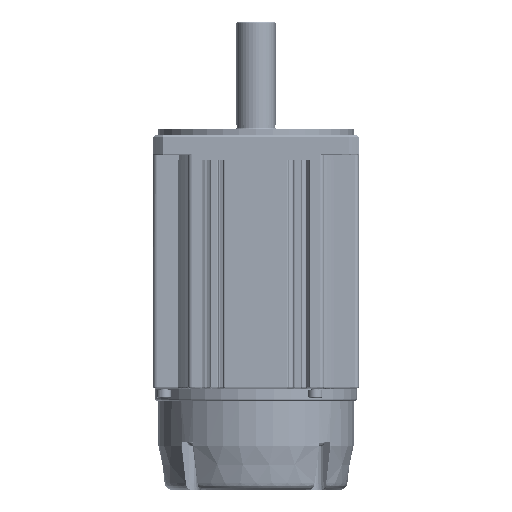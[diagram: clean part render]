
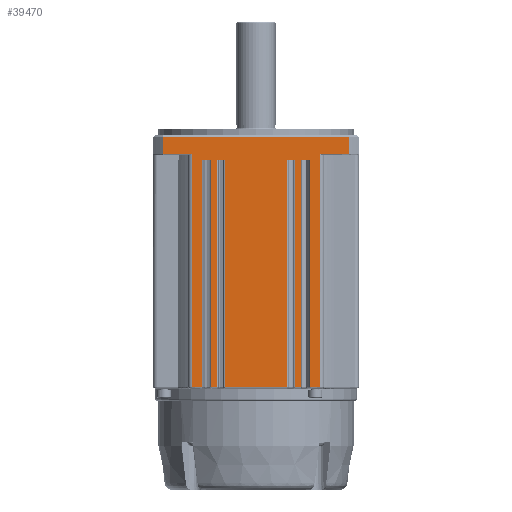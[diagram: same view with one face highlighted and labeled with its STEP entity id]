
A CAD part, left-side view. The second image highlights one B-rep face of the part: STEP entity #39470.
In plain terms, the highlighted planar face has unit normal (-1, 0, 0).
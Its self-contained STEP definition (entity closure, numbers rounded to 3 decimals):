
#34495=CARTESIAN_POINT('',(-50.,-31.,-122.7));
#34496=VERTEX_POINT('',#34495);
#34521=CARTESIAN_POINT('',(-50.,-26.525,-122.7));
#34522=VERTEX_POINT('',#34521);
#34533=CARTESIAN_POINT('',(-50.,-26.525,-122.7));
#34534=DIRECTION('',(0.,-1.,0.));
#34535=VECTOR('',#34534,4.475);
#34536=LINE('',#34533,#34535);
#34537=EDGE_CURVE('',#34522,#34496,#34536,.T.);
#34685=CARTESIAN_POINT('',(-50.,-18.864,-122.7));
#34686=VERTEX_POINT('',#34685);
#34696=CARTESIAN_POINT('',(-50.,-21.671,-122.7));
#34697=VERTEX_POINT('',#34696);
#34706=CARTESIAN_POINT('',(-50.,-18.864,-122.7));
#34707=DIRECTION('',(0.,-1.,0.));
#34708=VECTOR('',#34707,2.808);
#34709=LINE('',#34706,#34708);
#34710=EDGE_CURVE('',#34686,#34697,#34709,.T.);
#34858=CARTESIAN_POINT('',(-50.,-15.185,-122.7));
#34859=VERTEX_POINT('',#34858);
#34868=CARTESIAN_POINT('',(-50.,15.185,-122.7));
#34869=VERTEX_POINT('',#34868);
#34870=CARTESIAN_POINT('',(-50.,15.185,-122.7));
#34871=DIRECTION('',(0.,-1.,0.));
#34872=VECTOR('',#34871,30.371);
#34873=LINE('',#34870,#34872);
#34874=EDGE_CURVE('',#34869,#34859,#34873,.T.);
#35031=CARTESIAN_POINT('',(-50.,18.864,-122.7));
#35032=VERTEX_POINT('',#35031);
#35041=CARTESIAN_POINT('',(-50.,21.671,-122.7));
#35042=VERTEX_POINT('',#35041);
#35043=CARTESIAN_POINT('',(-50.,21.671,-122.7));
#35044=DIRECTION('',(0.,-1.,0.));
#35045=VECTOR('',#35044,2.808);
#35046=LINE('',#35043,#35045);
#35047=EDGE_CURVE('',#35042,#35032,#35046,.T.);
#35204=CARTESIAN_POINT('',(-50.,26.525,-122.7));
#35205=VERTEX_POINT('',#35204);
#35214=CARTESIAN_POINT('',(-50.,31.,-122.7));
#35215=VERTEX_POINT('',#35214);
#35216=CARTESIAN_POINT('',(-50.,31.,-122.7));
#35217=DIRECTION('',(0.,-1.,0.));
#35218=VECTOR('',#35217,4.475);
#35219=LINE('',#35216,#35218);
#35220=EDGE_CURVE('',#35215,#35205,#35219,.T.);
#39245=CARTESIAN_POINT('',(-50.,-31.,-9.2));
#39246=VERTEX_POINT('',#39245);
#39247=CARTESIAN_POINT('',(-50.,-31.,-9.2));
#39248=DIRECTION('',(0.,0.,-1.));
#39249=VECTOR('',#39248,113.5);
#39250=LINE('',#39247,#39249);
#39251=EDGE_CURVE('',#39246,#34496,#39250,.T.);
#39323=CARTESIAN_POINT('',(-50.,0.,-55.53));
#39324=DIRECTION('',(0.,0.,1.));
#39325=DIRECTION('',(-1.,0.,0.));
#39326=AXIS2_PLACEMENT_3D('',#39323,#39325,#39324);
#39327=PLANE('',#39326);
#39328=CARTESIAN_POINT('',(-50.,-45.346,-1.));
#39329=VERTEX_POINT('',#39328);
#39330=CARTESIAN_POINT('',(-50.,45.346,-1.));
#39331=VERTEX_POINT('',#39330);
#39332=CARTESIAN_POINT('',(-50.,-45.346,-1.));
#39333=DIRECTION('',(0.,1.,0.));
#39334=VECTOR('',#39333,90.692);
#39335=LINE('',#39332,#39334);
#39336=EDGE_CURVE('',#39329,#39331,#39335,.T.);
#39337=ORIENTED_EDGE('',*,*,#39336,.T.);
#39338=CARTESIAN_POINT('',(-50.,45.346,-9.2));
#39339=VERTEX_POINT('',#39338);
#39340=CARTESIAN_POINT('',(-50.,45.346,-1.));
#39341=DIRECTION('',(0.,0.,-1.));
#39342=VECTOR('',#39341,8.2);
#39343=LINE('',#39340,#39342);
#39344=EDGE_CURVE('',#39331,#39339,#39343,.T.);
#39345=ORIENTED_EDGE('',*,*,#39344,.T.);
#39346=CARTESIAN_POINT('',(-50.,31.,-9.2));
#39347=VERTEX_POINT('',#39346);
#39348=CARTESIAN_POINT('',(-50.,45.346,-9.2));
#39349=DIRECTION('',(0.,-1.,0.));
#39350=VECTOR('',#39349,14.346);
#39351=LINE('',#39348,#39350);
#39352=EDGE_CURVE('',#39339,#39347,#39351,.T.);
#39353=ORIENTED_EDGE('',*,*,#39352,.T.);
#39354=CARTESIAN_POINT('',(-50.,31.,-9.2));
#39355=DIRECTION('',(0.,0.,-1.));
#39356=VECTOR('',#39355,113.5);
#39357=LINE('',#39354,#39356);
#39358=EDGE_CURVE('',#39347,#35215,#39357,.T.);
#39359=ORIENTED_EDGE('',*,*,#39358,.T.);
#39360=ORIENTED_EDGE('',*,*,#35220,.T.);
#39361=CARTESIAN_POINT('',(-50.,26.525,-12.));
#39362=VERTEX_POINT('',#39361);
#39363=CARTESIAN_POINT('',(-50.,26.525,-12.));
#39364=DIRECTION('',(0.,0.,-1.));
#39365=VECTOR('',#39364,110.7);
#39366=LINE('',#39363,#39365);
#39367=EDGE_CURVE('',#39362,#35205,#39366,.T.);
#39368=ORIENTED_EDGE('',*,*,#39367,.F.);
#39369=CARTESIAN_POINT('',(-50.,21.671,-12.));
#39370=VERTEX_POINT('',#39369);
#39371=CARTESIAN_POINT('',(-50.,26.525,-12.));
#39372=DIRECTION('',(0.,-1.,0.));
#39373=VECTOR('',#39372,4.854);
#39374=LINE('',#39371,#39373);
#39375=EDGE_CURVE('',#39362,#39370,#39374,.T.);
#39376=ORIENTED_EDGE('',*,*,#39375,.T.);
#39377=CARTESIAN_POINT('',(-50.,21.671,-12.));
#39378=DIRECTION('',(0.,0.,-1.));
#39379=VECTOR('',#39378,110.7);
#39380=LINE('',#39377,#39379);
#39381=EDGE_CURVE('',#39370,#35042,#39380,.T.);
#39382=ORIENTED_EDGE('',*,*,#39381,.T.);
#39383=ORIENTED_EDGE('',*,*,#35047,.T.);
#39384=CARTESIAN_POINT('',(-50.,18.864,-12.));
#39385=VERTEX_POINT('',#39384);
#39386=CARTESIAN_POINT('',(-50.,18.864,-12.));
#39387=DIRECTION('',(0.,0.,-1.));
#39388=VECTOR('',#39387,110.7);
#39389=LINE('',#39386,#39388);
#39390=EDGE_CURVE('',#39385,#35032,#39389,.T.);
#39391=ORIENTED_EDGE('',*,*,#39390,.F.);
#39392=CARTESIAN_POINT('',(-50.,15.185,-12.));
#39393=VERTEX_POINT('',#39392);
#39394=CARTESIAN_POINT('',(-50.,18.864,-12.));
#39395=DIRECTION('',(0.,-1.,0.));
#39396=VECTOR('',#39395,3.678);
#39397=LINE('',#39394,#39396);
#39398=EDGE_CURVE('',#39385,#39393,#39397,.T.);
#39399=ORIENTED_EDGE('',*,*,#39398,.T.);
#39400=CARTESIAN_POINT('',(-50.,15.185,-12.));
#39401=DIRECTION('',(0.,0.,-1.));
#39402=VECTOR('',#39401,110.7);
#39403=LINE('',#39400,#39402);
#39404=EDGE_CURVE('',#39393,#34869,#39403,.T.);
#39405=ORIENTED_EDGE('',*,*,#39404,.T.);
#39406=ORIENTED_EDGE('',*,*,#34874,.T.);
#39407=CARTESIAN_POINT('',(-50.,-15.185,-12.));
#39408=VERTEX_POINT('',#39407);
#39409=CARTESIAN_POINT('',(-50.,-15.185,-12.));
#39410=DIRECTION('',(0.,0.,-1.));
#39411=VECTOR('',#39410,110.7);
#39412=LINE('',#39409,#39411);
#39413=EDGE_CURVE('',#39408,#34859,#39412,.T.);
#39414=ORIENTED_EDGE('',*,*,#39413,.F.);
#39415=CARTESIAN_POINT('',(-50.,-18.864,-12.));
#39416=VERTEX_POINT('',#39415);
#39417=CARTESIAN_POINT('',(-50.,-15.185,-12.));
#39418=DIRECTION('',(0.,-1.,0.));
#39419=VECTOR('',#39418,3.678);
#39420=LINE('',#39417,#39419);
#39421=EDGE_CURVE('',#39408,#39416,#39420,.T.);
#39422=ORIENTED_EDGE('',*,*,#39421,.T.);
#39423=CARTESIAN_POINT('',(-50.,-18.864,-12.));
#39424=DIRECTION('',(0.,0.,-1.));
#39425=VECTOR('',#39424,110.7);
#39426=LINE('',#39423,#39425);
#39427=EDGE_CURVE('',#39416,#34686,#39426,.T.);
#39428=ORIENTED_EDGE('',*,*,#39427,.T.);
#39429=ORIENTED_EDGE('',*,*,#34710,.T.);
#39430=CARTESIAN_POINT('',(-50.,-21.671,-12.));
#39431=VERTEX_POINT('',#39430);
#39432=CARTESIAN_POINT('',(-50.,-21.671,-12.));
#39433=DIRECTION('',(0.,0.,-1.));
#39434=VECTOR('',#39433,110.7);
#39435=LINE('',#39432,#39434);
#39436=EDGE_CURVE('',#39431,#34697,#39435,.T.);
#39437=ORIENTED_EDGE('',*,*,#39436,.F.);
#39438=CARTESIAN_POINT('',(-50.,-26.525,-12.));
#39439=VERTEX_POINT('',#39438);
#39440=CARTESIAN_POINT('',(-50.,-21.671,-12.));
#39441=DIRECTION('',(0.,-1.,0.));
#39442=VECTOR('',#39441,4.854);
#39443=LINE('',#39440,#39442);
#39444=EDGE_CURVE('',#39431,#39439,#39443,.T.);
#39445=ORIENTED_EDGE('',*,*,#39444,.T.);
#39446=CARTESIAN_POINT('',(-50.,-26.525,-12.));
#39447=DIRECTION('',(0.,0.,-1.));
#39448=VECTOR('',#39447,110.7);
#39449=LINE('',#39446,#39448);
#39450=EDGE_CURVE('',#39439,#34522,#39449,.T.);
#39451=ORIENTED_EDGE('',*,*,#39450,.T.);
#39452=ORIENTED_EDGE('',*,*,#34537,.T.);
#39453=ORIENTED_EDGE('',*,*,#39251,.F.);
#39454=CARTESIAN_POINT('',(-50.,-45.346,-9.2));
#39455=VERTEX_POINT('',#39454);
#39456=CARTESIAN_POINT('',(-50.,-31.,-9.2));
#39457=DIRECTION('',(0.,-1.,0.));
#39458=VECTOR('',#39457,14.346);
#39459=LINE('',#39456,#39458);
#39460=EDGE_CURVE('',#39246,#39455,#39459,.T.);
#39461=ORIENTED_EDGE('',*,*,#39460,.T.);
#39462=CARTESIAN_POINT('',(-50.,-45.346,-9.2));
#39463=DIRECTION('',(0.,0.,1.));
#39464=VECTOR('',#39463,8.2);
#39465=LINE('',#39462,#39464);
#39466=EDGE_CURVE('',#39455,#39329,#39465,.T.);
#39467=ORIENTED_EDGE('',*,*,#39466,.T.);
#39468=EDGE_LOOP('',(#39337,#39345,#39353,#39359,#39360,#39368,#39376,#39382,#39383,#39391,#39399,#39405,#39406,#39414,#39422,#39428,#39429,#39437,#39445,#39451,#39452,#39453,#39461,#39467));
#39469=FACE_OUTER_BOUND('',#39468,.T.);
#39470=ADVANCED_FACE('',(#39469),#39327,.T.);
